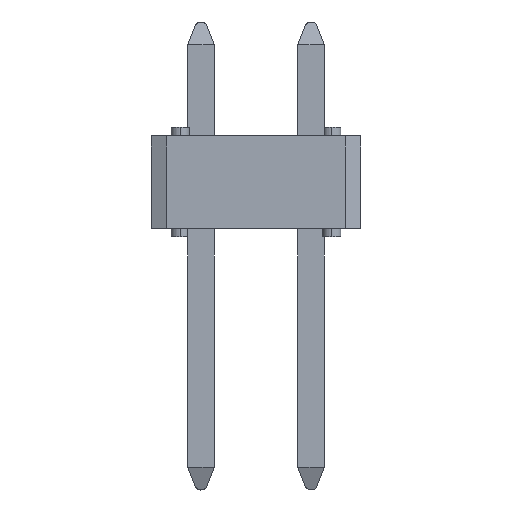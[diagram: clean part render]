
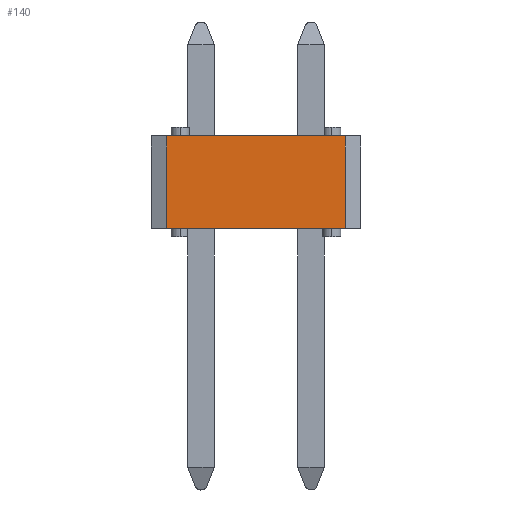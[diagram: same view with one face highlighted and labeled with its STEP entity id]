
A CAD part, left-side view. The second image highlights one B-rep face of the part: STEP entity #140.
In plain terms, the highlighted planar face has unit normal (-1, 0, 0).
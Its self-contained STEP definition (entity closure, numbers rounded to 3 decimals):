
#140=ADVANCED_FACE('11166',(#301),#302,.F.);
#301=FACE_OUTER_BOUND('',#567,.T.);
#302=PLANE('',#568);
#567=EDGE_LOOP('',(#985,#986,#987,#988));
#568=AXIS2_PLACEMENT_3D('',#989,#990,#991);
#985=ORIENTED_EDGE('',*,*,#1815,.T.);
#986=ORIENTED_EDGE('',*,*,#1778,.T.);
#987=ORIENTED_EDGE('',*,*,#1816,.F.);
#988=ORIENTED_EDGE('',*,*,#1726,.F.);
#989=CARTESIAN_POINT('',(-4.999,15.326,16.503));
#990=DIRECTION('',(1.0,0.0,0.0));
#991=DIRECTION('',(0.0,1.0,-0.0));
#1726=EDGE_CURVE('11178',#2020,#1991,#2022,.T.);
#1778=EDGE_CURVE('11182',#2092,#2120,#2122,.T.);
#1815=EDGE_CURVE('11191',#2020,#2092,#2183,.T.);
#1816=EDGE_CURVE('11190',#1991,#2120,#2184,.T.);
#1991=VERTEX_POINT('',#2447);
#2020=VERTEX_POINT('',#2490);
#2022=LINE('',#2493,#2494);
#2092=VERTEX_POINT('',#2592);
#2120=VERTEX_POINT('',#2634);
#2122=LINE('',#2637,#2638);
#2183=LINE('',#2727,#2728);
#2184=LINE('',#2729,#2730);
#2447=CARTESIAN_POINT('',(-4.999,19.984,14.373));
#2490=CARTESIAN_POINT('',(-4.999,15.868,14.373));
#2493=CARTESIAN_POINT('',(-4.999,15.868,14.373));
#2494=VECTOR('',#3342,4.116);
#2592=CARTESIAN_POINT('',(-4.999,15.868,16.503));
#2634=CARTESIAN_POINT('',(-4.999,19.984,16.503));
#2637=CARTESIAN_POINT('',(-4.999,15.868,16.503));
#2638=VECTOR('',#3410,4.116);
#2727=CARTESIAN_POINT('',(-4.999,15.868,14.373));
#2728=VECTOR('',#3463,2.13);
#2729=CARTESIAN_POINT('',(-4.999,19.984,14.373));
#2730=VECTOR('',#3464,2.13);
#3342=DIRECTION('',(0.0,1.0,0.0));
#3410=DIRECTION('',(0.0,1.0,0.0));
#3463=DIRECTION('',(0.0,0.0,1.0));
#3464=DIRECTION('',(0.0,0.0,1.0));
